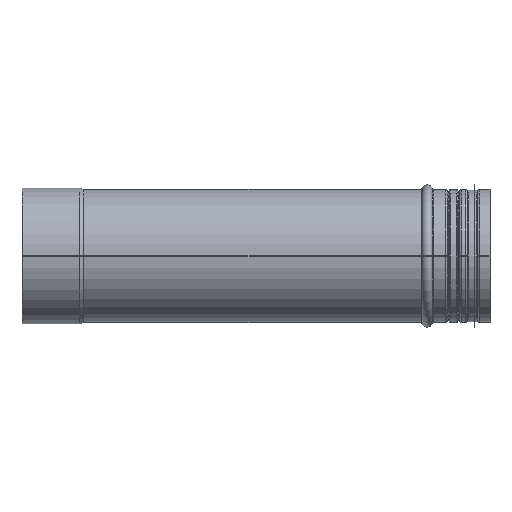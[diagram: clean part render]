
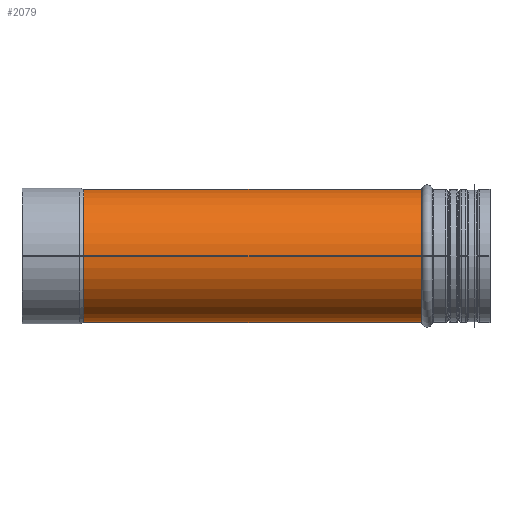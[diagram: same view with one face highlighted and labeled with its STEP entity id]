
A CAD part, left-side view. The second image highlights one B-rep face of the part: STEP entity #2079.
In plain terms, the highlighted cylindrical face has radius 81 mm (diameter 162 mm), a partial arc.
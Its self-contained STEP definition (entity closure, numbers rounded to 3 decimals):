
#170=CIRCLE('',#2308,81.);
#171=CIRCLE('',#2310,81.);
#265=LINE('',#3403,#389);
#282=LINE('',#3454,#406);
#389=VECTOR('',#2564,410.859);
#406=VECTOR('',#2613,410.859);
#546=FACE_BOUND('',#789,.T.);
#643=FACE_OUTER_BOUND('',#788,.T.);
#788=EDGE_LOOP('',(#1603,#1604,#1605,#1606));
#789=EDGE_LOOP('',(#1607));
#873=B_SPLINE_CURVE_WITH_KNOTS('',3,(#3218,#3219,#3220,#3221,#3222,#3223,
#3224,#3225,#3226,#3227,#3228,#3229,#3230,#3231,#3232,#3233,#3234,#3235,
#3236,#3237,#3238,#3239,#3240,#3241,#3242,#3243,#3244,#3245,#3246,#3247,
#3248,#3249,#3250,#3251,#3252,#3253,#3254,#3255,#3256,#3257,#3258,#3259,
#3260,#3261,#3262,#3263,#3264,#3265,#3266,#3267,#3268,#3269,#3270,#3271,
#3272,#3273,#3274,#3275,#3276,#3277,#3278,#3279,#3280,#3281,#3282,#3283),
 .UNSPECIFIED.,.T.,.F.,(4,2,2,2,2,2,2,2,2,2,2,2,2,2,2,2,2,2,2,2,2,2,2,2,
2,2,2,2,2,2,2,2,4),(0.,1.294,2.588,3.882,
5.176,6.435,7.693,8.952,10.21,
11.469,12.727,13.986,15.245,16.539,
17.833,19.127,20.421,21.715,23.009,
24.303,25.597,26.855,28.114,29.373,
30.631,31.89,33.148,34.407,35.665,
36.959,38.253,39.547,40.841),
 .UNSPECIFIED.);
#877=VERTEX_POINT('',#3217);
#916=VERTEX_POINT('',#3396);
#918=VERTEX_POINT('',#3402);
#934=VERTEX_POINT('',#3447);
#936=VERTEX_POINT('',#3453);
#1025=EDGE_CURVE('',#877,#877,#873,.T.);
#1084=EDGE_CURVE('',#918,#916,#265,.T.);
#1109=EDGE_CURVE('',#934,#936,#282,.T.);
#1204=EDGE_CURVE('',#934,#918,#170,.T.);
#1205=EDGE_CURVE('',#936,#916,#171,.T.);
#1603=ORIENTED_EDGE('',*,*,#1084,.T.);
#1604=ORIENTED_EDGE('',*,*,#1205,.F.);
#1605=ORIENTED_EDGE('',*,*,#1109,.F.);
#1606=ORIENTED_EDGE('',*,*,#1204,.T.);
#1607=ORIENTED_EDGE('',*,*,#1025,.T.);
#1836=CYLINDRICAL_SURFACE('',#2309,81.);
#2079=ADVANCED_FACE('',(#643,#546),#1836,.T.);
#2308=AXIS2_PLACEMENT_3D('',#3641,#2857,#2858);
#2309=AXIS2_PLACEMENT_3D('',#3642,#2859,#2860);
#2310=AXIS2_PLACEMENT_3D('',#3643,#2861,#2862);
#2564=DIRECTION('',(0.,-1.,0.));
#2613=DIRECTION('',(0.,-1.,0.));
#2857=DIRECTION('center_axis',(0.,-1.,0.));
#2858=DIRECTION('ref_axis',(-1.,0.,0.));
#2859=DIRECTION('center_axis',(0.,-1.,0.));
#2860=DIRECTION('ref_axis',(-1.,0.,0.));
#2861=DIRECTION('center_axis',(0.,-1.,0.));
#2862=DIRECTION('ref_axis',(-1.,0.,0.));
#3217=CARTESIAN_POINT('',(50.287,320.,63.5));
#3218=CARTESIAN_POINT('Ctrl Pts',(50.287,320.,63.5));
#3219=CARTESIAN_POINT('Ctrl Pts',(50.287,324.313,63.5));
#3220=CARTESIAN_POINT('Ctrl Pts',(50.858,328.61,63.057));
#3221=CARTESIAN_POINT('Ctrl Pts',(52.912,336.948,61.344));
#3222=CARTESIAN_POINT('Ctrl Pts',(54.384,340.993,60.075));
#3223=CARTESIAN_POINT('Ctrl Pts',(57.783,348.669,56.813));
#3224=CARTESIAN_POINT('Ctrl Pts',(59.708,352.308,54.818));
#3225=CARTESIAN_POINT('Ctrl Pts',(63.606,359.045,50.243));
#3226=CARTESIAN_POINT('Ctrl Pts',(65.578,362.142,47.661));
#3227=CARTESIAN_POINT('Ctrl Pts',(69.203,367.585,42.218));
#3228=CARTESIAN_POINT('Ctrl Pts',(71.001,370.149,39.165));
#3229=CARTESIAN_POINT('Ctrl Pts',(74.317,374.743,32.436));
#3230=CARTESIAN_POINT('Ctrl Pts',(75.833,376.772,28.758));
#3231=CARTESIAN_POINT('Ctrl Pts',(78.343,380.084,20.977));
#3232=CARTESIAN_POINT('Ctrl Pts',(79.339,381.369,16.864));
#3233=CARTESIAN_POINT('Ctrl Pts',(80.668,383.078,8.473));
#3234=CARTESIAN_POINT('Ctrl Pts',(81.,383.5,4.195));
#3235=CARTESIAN_POINT('Ctrl Pts',(81.,383.5,-4.195));
#3236=CARTESIAN_POINT('Ctrl Pts',(80.668,383.078,-8.473));
#3237=CARTESIAN_POINT('Ctrl Pts',(79.339,381.369,-16.864));
#3238=CARTESIAN_POINT('Ctrl Pts',(78.343,380.084,-20.977));
#3239=CARTESIAN_POINT('Ctrl Pts',(75.833,376.772,-28.758));
#3240=CARTESIAN_POINT('Ctrl Pts',(74.317,374.743,-32.436));
#3241=CARTESIAN_POINT('Ctrl Pts',(71.001,370.149,-39.165));
#3242=CARTESIAN_POINT('Ctrl Pts',(69.203,367.585,-42.218));
#3243=CARTESIAN_POINT('Ctrl Pts',(65.578,362.142,-47.661));
#3244=CARTESIAN_POINT('Ctrl Pts',(63.606,359.045,-50.243));
#3245=CARTESIAN_POINT('Ctrl Pts',(59.708,352.308,-54.818));
#3246=CARTESIAN_POINT('Ctrl Pts',(57.783,348.669,-56.813));
#3247=CARTESIAN_POINT('Ctrl Pts',(54.384,340.993,-60.075));
#3248=CARTESIAN_POINT('Ctrl Pts',(52.912,336.948,-61.344));
#3249=CARTESIAN_POINT('Ctrl Pts',(50.858,328.61,-63.057));
#3250=CARTESIAN_POINT('Ctrl Pts',(50.287,324.313,-63.5));
#3251=CARTESIAN_POINT('Ctrl Pts',(50.287,315.687,-63.5));
#3252=CARTESIAN_POINT('Ctrl Pts',(50.858,311.39,-63.057));
#3253=CARTESIAN_POINT('Ctrl Pts',(52.912,303.052,-61.344));
#3254=CARTESIAN_POINT('Ctrl Pts',(54.384,299.007,-60.075));
#3255=CARTESIAN_POINT('Ctrl Pts',(57.783,291.331,-56.813));
#3256=CARTESIAN_POINT('Ctrl Pts',(59.708,287.692,-54.818));
#3257=CARTESIAN_POINT('Ctrl Pts',(63.606,280.955,-50.243));
#3258=CARTESIAN_POINT('Ctrl Pts',(65.578,277.858,-47.661));
#3259=CARTESIAN_POINT('Ctrl Pts',(69.203,272.415,-42.218));
#3260=CARTESIAN_POINT('Ctrl Pts',(71.001,269.851,-39.165));
#3261=CARTESIAN_POINT('Ctrl Pts',(74.317,265.257,-32.436));
#3262=CARTESIAN_POINT('Ctrl Pts',(75.833,263.228,-28.758));
#3263=CARTESIAN_POINT('Ctrl Pts',(78.343,259.916,-20.977));
#3264=CARTESIAN_POINT('Ctrl Pts',(79.339,258.631,-16.864));
#3265=CARTESIAN_POINT('Ctrl Pts',(80.668,256.922,-8.473));
#3266=CARTESIAN_POINT('Ctrl Pts',(81.,256.5,-4.195));
#3267=CARTESIAN_POINT('Ctrl Pts',(81.,256.5,4.195));
#3268=CARTESIAN_POINT('Ctrl Pts',(80.668,256.922,8.473));
#3269=CARTESIAN_POINT('Ctrl Pts',(79.339,258.631,16.864));
#3270=CARTESIAN_POINT('Ctrl Pts',(78.343,259.916,20.977));
#3271=CARTESIAN_POINT('Ctrl Pts',(75.833,263.228,28.758));
#3272=CARTESIAN_POINT('Ctrl Pts',(74.317,265.257,32.436));
#3273=CARTESIAN_POINT('Ctrl Pts',(71.001,269.851,39.165));
#3274=CARTESIAN_POINT('Ctrl Pts',(69.203,272.415,42.218));
#3275=CARTESIAN_POINT('Ctrl Pts',(65.578,277.858,47.661));
#3276=CARTESIAN_POINT('Ctrl Pts',(63.606,280.955,50.243));
#3277=CARTESIAN_POINT('Ctrl Pts',(59.708,287.692,54.818));
#3278=CARTESIAN_POINT('Ctrl Pts',(57.783,291.331,56.813));
#3279=CARTESIAN_POINT('Ctrl Pts',(54.384,299.007,60.075));
#3280=CARTESIAN_POINT('Ctrl Pts',(52.912,303.052,61.344));
#3281=CARTESIAN_POINT('Ctrl Pts',(50.858,311.39,63.057));
#3282=CARTESIAN_POINT('Ctrl Pts',(50.287,315.687,63.5));
#3283=CARTESIAN_POINT('Ctrl Pts',(50.287,320.,63.5));
#3396=CARTESIAN_POINT('',(-81.,83.828,0.141));
#3402=CARTESIAN_POINT('',(-81.,494.688,0.141));
#3403=CARTESIAN_POINT('',(-81.,494.688,0.141));
#3447=CARTESIAN_POINT('',(-81.,494.688,0.));
#3453=CARTESIAN_POINT('',(-81.,83.828,0.));
#3454=CARTESIAN_POINT('',(-81.,494.688,0.));
#3641=CARTESIAN_POINT('Origin',(0.,494.688,0.));
#3642=CARTESIAN_POINT('Origin',(0.,279.233,0.));
#3643=CARTESIAN_POINT('Origin',(0.,83.828,0.));
